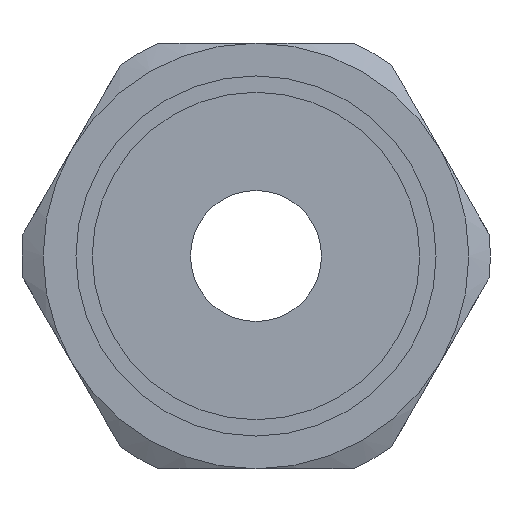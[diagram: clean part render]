
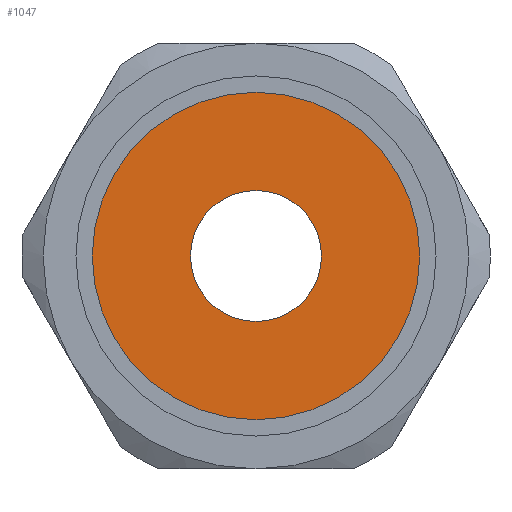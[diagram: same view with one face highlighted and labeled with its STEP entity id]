
A CAD part, front view. The second image highlights one B-rep face of the part: STEP entity #1047.
In plain terms, the highlighted planar face has unit normal (0, -1, 0).
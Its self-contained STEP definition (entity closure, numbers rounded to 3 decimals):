
#191=PLANE('',#1139);
#235=CIRCLE('',#1140,2.);
#236=CIRCLE('',#1141,5.);
#318=VERTEX_POINT('',#1663);
#319=VERTEX_POINT('',#1665);
#487=EDGE_CURVE('',#318,#318,#235,.F.);
#488=EDGE_CURVE('',#319,#319,#236,.F.);
#651=ORIENTED_EDGE('',*,*,#487,.F.);
#652=ORIENTED_EDGE('',*,*,#488,.T.);
#894=EDGE_LOOP('',(#651));
#895=EDGE_LOOP('',(#652));
#971=FACE_BOUND('',#894,.T.);
#972=FACE_BOUND('',#895,.T.);
#1047=ADVANCED_FACE('',(#971,#972),#191,.F.);
#1139=AXIS2_PLACEMENT_3D('',#1661,#1318,$);
#1140=AXIS2_PLACEMENT_3D('',#1662,#1319,#1320);
#1141=AXIS2_PLACEMENT_3D('',#1664,#1321,#1322);
#1318=DIRECTION('',(0.,1.,0.));
#1319=DIRECTION('',(0.,1.,0.));
#1320=DIRECTION('',(0.,0.,-2.));
#1321=DIRECTION('',(0.,1.,0.));
#1322=DIRECTION('',(0.,0.,-5.));
#1661=CARTESIAN_POINT('',(5.,0.,0.));
#1662=CARTESIAN_POINT('',(0.,0.,0.));
#1663=CARTESIAN_POINT('',(0.,0.,-2.));
#1664=CARTESIAN_POINT('',(0.,0.,0.));
#1665=CARTESIAN_POINT('',(0.,0.,-5.));
